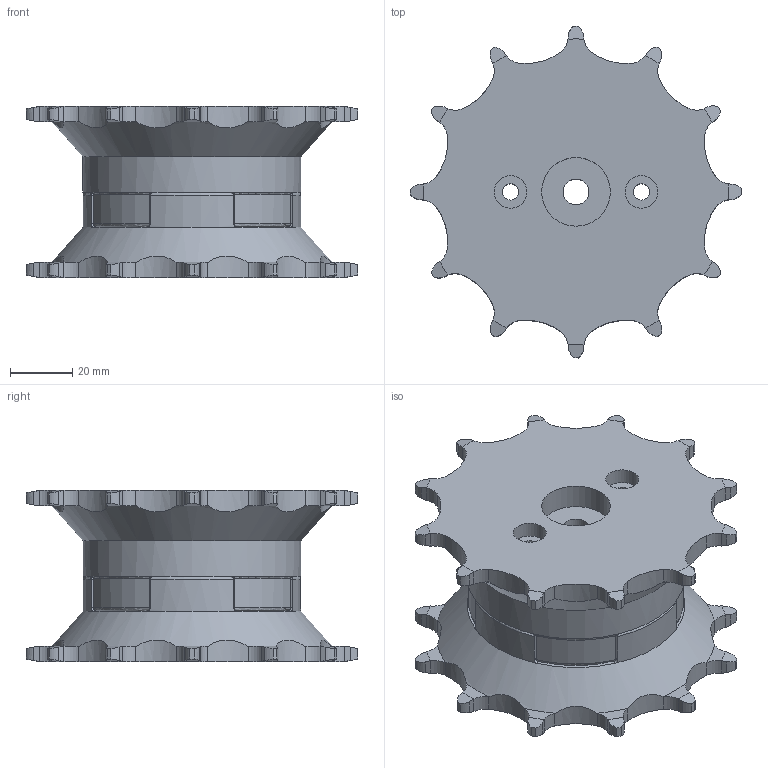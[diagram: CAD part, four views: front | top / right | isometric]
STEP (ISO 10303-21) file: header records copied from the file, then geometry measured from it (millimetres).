
FILE_DESCRIPTION(/* description */ (''),/* implementation_level */ '2;1');
FILE_NAME(/* name */ 'Sprocket.step',/* time_stamp */ '2025-08-08T09:14:21+10:00',/* author */ (''),/* organization */ (''),/* preprocessor_version */ 'ST-DEVELOPER v20.1',/* originating_system */ 'Autodesk Translation Framework v14.10.0.0',/* authorisation */ '');
FILE_SCHEMA (('AUTOMOTIVE_DESIGN { 1 0 10303 214 3 1 1 }'));
Length unit declared in the file: millimetre
Products named in the file (2): Sprocket v5; Sprocket Base v1
Assembly tree (1 placements, depth 2):
  Sprocket v5
    Sprocket Base v1
Bounding box: 106.51 x 106.51 x 55 mm (x, y, z)
Volume: 253975.1 mm3; surface area: 45793.6 mm2
Topology: 2 solids, 2 shells, 402 faces, 1112 edges, 720 vertices
Faces by surface type: cylinder 179, plane 142, cone 50, torus 31
Full cylindrical faces by diameter (mm): 5.25 x4, 8.25 x2, 10.5 x2, 22.05 x2, 70 x1
Entity records: 14254 total; most frequent: CARTESIAN_POINT 4217, ORIENTED_EDGE 2224, DIRECTION 1929, EDGE_CURVE 1112, AXIS2_PLACEMENT_3D 748, VERTEX_POINT 720, LINE 433, VECTOR 433
